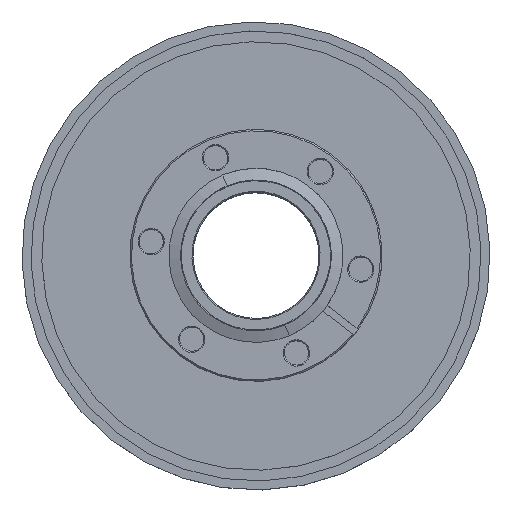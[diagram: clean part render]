
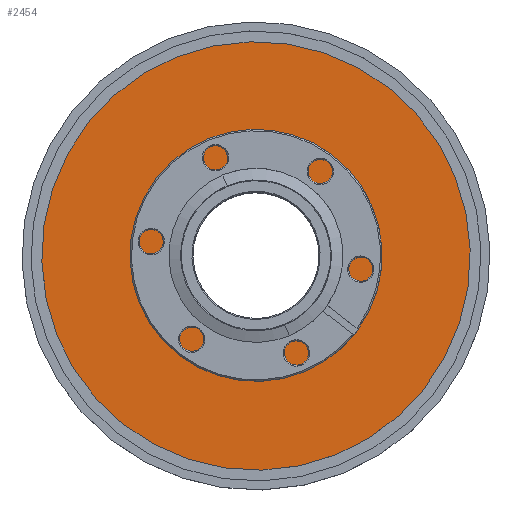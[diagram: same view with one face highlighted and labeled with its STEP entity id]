
A CAD part, top view. The second image highlights one B-rep face of the part: STEP entity #2454.
In plain terms, the highlighted face is planar.
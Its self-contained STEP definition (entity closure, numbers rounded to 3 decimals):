
#32 = CARTESIAN_POINT ( 'NONE',  ( 0., 12., 59.5 ) ) ;
#54 = EDGE_CURVE ( 'NONE', #578, #1220, #2339, .T. ) ;
#165 = AXIS2_PLACEMENT_3D ( 'NONE', #378, #1896, #601 ) ;
#179 = AXIS2_PLACEMENT_3D ( 'NONE', #290, #1814, #515 ) ;
#290 = CARTESIAN_POINT ( 'NONE',  ( -19.05, 12., 0. ) ) ;
#374 = DIRECTION ( 'NONE',  ( 0., -1., 0. ) ) ;
#378 = CARTESIAN_POINT ( 'NONE',  ( 0., 12., 0. ) ) ;
#412 = DIRECTION ( 'NONE',  ( 0., 0., -1. ) ) ;
#433 = ORIENTED_EDGE ( 'NONE', *, *, #1816, .F. ) ;
#467 = CARTESIAN_POINT ( 'NONE',  ( 0., 12., -59.5 ) ) ;
#515 = DIRECTION ( 'NONE',  ( 0., 0., -1. ) ) ;
#547 = EDGE_LOOP ( 'NONE', ( #1983, #2696 ) ) ;
#578 = VERTEX_POINT ( 'NONE', #32 ) ;
#601 = DIRECTION ( 'NONE',  ( 0., 0., -1. ) ) ;
#678 = CARTESIAN_POINT ( 'NONE',  ( 0., 12., 0. ) ) ;
#755 = DIRECTION ( 'NONE',  ( 0., -1., 0. ) ) ;
#924 = FACE_BOUND ( 'NONE', #547, .T. ) ;
#951 = CIRCLE ( 'NONE', #165, 59.5 ) ;
#1039 = VERTEX_POINT ( 'NONE', #1465 ) ;
#1078 = CIRCLE ( 'NONE', #1570, 19.05 ) ;
#1086 = CARTESIAN_POINT ( 'NONE',  ( 0., 12., 0. ) ) ;
#1220 = VERTEX_POINT ( 'NONE', #467 ) ;
#1299 = DIRECTION ( 'NONE',  ( 0., 0., -1. ) ) ;
#1329 = EDGE_CURVE ( 'NONE', #1904, #1039, #1714, .T. ) ;
#1427 = FACE_OUTER_BOUND ( 'NONE', #2766, .T. ) ;
#1465 = CARTESIAN_POINT ( 'NONE',  ( 0., 12., -19.05 ) ) ;
#1473 = CARTESIAN_POINT ( 'NONE',  ( 0., 12., 19.05 ) ) ;
#1501 = AXIS2_PLACEMENT_3D ( 'NONE', #2043, #755, #2255 ) ;
#1570 = AXIS2_PLACEMENT_3D ( 'NONE', #1086, #2598, #1299 ) ;
#1585 = ORIENTED_EDGE ( 'NONE', *, *, #54, .F. ) ;
#1714 = CIRCLE ( 'NONE', #1501, 19.05 ) ;
#1814 = DIRECTION ( 'NONE',  ( 0., -1., 0. ) ) ;
#1816 = EDGE_CURVE ( 'NONE', #1220, #578, #951, .T. ) ;
#1823 = AXIS2_PLACEMENT_3D ( 'NONE', #678, #374, #412 ) ;
#1896 = DIRECTION ( 'NONE',  ( 0., -1., 0. ) ) ;
#1904 = VERTEX_POINT ( 'NONE', #1473 ) ;
#1983 = ORIENTED_EDGE ( 'NONE', *, *, #2236, .T. ) ;
#2043 = CARTESIAN_POINT ( 'NONE',  ( 0., 12., 0. ) ) ;
#2236 = EDGE_CURVE ( 'NONE', #1039, #1904, #1078, .T. ) ;
#2255 = DIRECTION ( 'NONE',  ( 0., 0., -1. ) ) ;
#2339 = CIRCLE ( 'NONE', #1823, 59.5 ) ;
#2454 = ADVANCED_FACE ( 'NONE', ( #1427, #924 ), #2675, .F. ) ;
#2598 = DIRECTION ( 'NONE',  ( 0., -1., 0. ) ) ;
#2675 = PLANE ( 'NONE',  #179 ) ;
#2696 = ORIENTED_EDGE ( 'NONE', *, *, #1329, .T. ) ;
#2766 = EDGE_LOOP ( 'NONE', ( #433, #1585 ) ) ;
